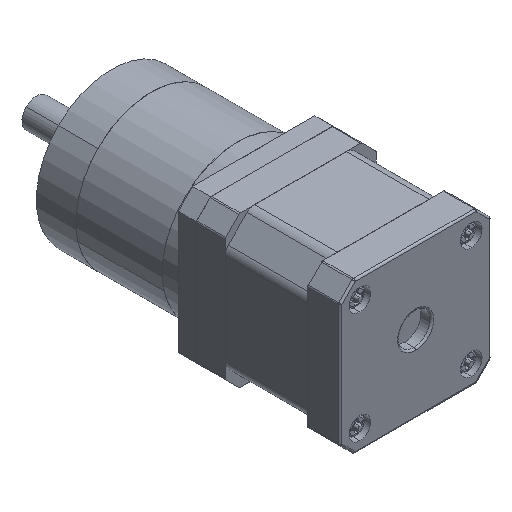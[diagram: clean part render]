
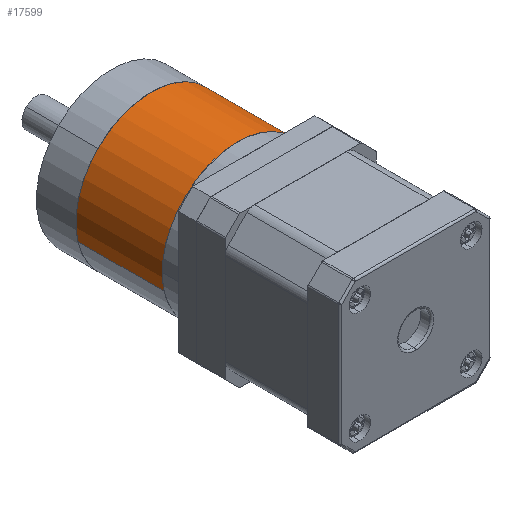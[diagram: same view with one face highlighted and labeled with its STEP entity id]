
A CAD part, isometric view. The second image highlights one B-rep face of the part: STEP entity #17599.
In plain terms, the highlighted cylindrical face has radius 21 mm (diameter 42 mm), a partial arc.
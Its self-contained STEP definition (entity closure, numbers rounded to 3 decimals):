
#43 = DIRECTION ( 'NONE',  ( 0., 0., -1. ) ) ;
#975 = VERTEX_POINT ( 'NONE', #3620 ) ;
#1353 = ORIENTED_EDGE ( 'NONE', *, *, #1662, .T. ) ;
#1565 = CARTESIAN_POINT ( 'NONE',  ( 0., 24., 0. ) ) ;
#1662 = EDGE_CURVE ( 'NONE', #5024, #10540, #8997, .T. ) ;
#2748 = CARTESIAN_POINT ( 'NONE',  ( 0., 24., 21. ) ) ;
#3415 = ORIENTED_EDGE ( 'NONE', *, *, #17086, .F. ) ;
#3620 = CARTESIAN_POINT ( 'NONE',  ( 0., 24., -21. ) ) ;
#3784 = EDGE_CURVE ( 'NONE', #975, #17189, #17732, .T. ) ;
#3909 = AXIS2_PLACEMENT_3D ( 'NONE', #1565, #14009, #43 ) ;
#4306 = EDGE_CURVE ( 'NONE', #975, #5024, #5431, .T. ) ;
#4938 = DIRECTION ( 'NONE',  ( 0., -1., 0. ) ) ;
#5024 = VERTEX_POINT ( 'NONE', #18905 ) ;
#5179 = CARTESIAN_POINT ( 'NONE',  ( 0., 0., 0. ) ) ;
#5431 = LINE ( 'NONE', #8764, #16462 ) ;
#6348 = DIRECTION ( 'NONE',  ( 0., 1., 0. ) ) ;
#6369 = CARTESIAN_POINT ( 'NONE',  ( 0., 24., 21. ) ) ;
#6737 = DIRECTION ( 'NONE',  ( 0., 0., 1. ) ) ;
#6767 = AXIS2_PLACEMENT_3D ( 'NONE', #15931, #6348, #6737 ) ;
#7354 = FACE_OUTER_BOUND ( 'NONE', #10821, .T. ) ;
#8764 = CARTESIAN_POINT ( 'NONE',  ( 0., 24., -21. ) ) ;
#8997 = CIRCLE ( 'NONE', #12532, 21. ) ;
#9725 = DIRECTION ( 'NONE',  ( 0., 0., 1. ) ) ;
#10540 = VERTEX_POINT ( 'NONE', #15652 ) ;
#10821 = EDGE_LOOP ( 'NONE', ( #3415, #18262, #16959, #1353 ) ) ;
#12532 = AXIS2_PLACEMENT_3D ( 'NONE', #5179, #12849, #9725 ) ;
#12849 = DIRECTION ( 'NONE',  ( 0., 1., 0. ) ) ;
#14009 = DIRECTION ( 'NONE',  ( 0., -1., 0. ) ) ;
#15652 = CARTESIAN_POINT ( 'NONE',  ( 0., 0., 21. ) ) ;
#15931 = CARTESIAN_POINT ( 'NONE',  ( 0., 24., 0. ) ) ;
#16462 = VECTOR ( 'NONE', #16824, 1000. ) ;
#16641 = CYLINDRICAL_SURFACE ( 'NONE', #3909, 21. ) ;
#16821 = VECTOR ( 'NONE', #4938, 1000. ) ;
#16824 = DIRECTION ( 'NONE',  ( 0., -1., 0. ) ) ;
#16959 = ORIENTED_EDGE ( 'NONE', *, *, #4306, .T. ) ;
#17086 = EDGE_CURVE ( 'NONE', #17189, #10540, #17163, .T. ) ;
#17163 = LINE ( 'NONE', #6369, #16821 ) ;
#17189 = VERTEX_POINT ( 'NONE', #2748 ) ;
#17599 = ADVANCED_FACE ( 'NONE', ( #7354 ), #16641, .T. ) ;
#17732 = CIRCLE ( 'NONE', #6767, 21. ) ;
#18262 = ORIENTED_EDGE ( 'NONE', *, *, #3784, .F. ) ;
#18905 = CARTESIAN_POINT ( 'NONE',  ( 0., 0., -21. ) ) ;
